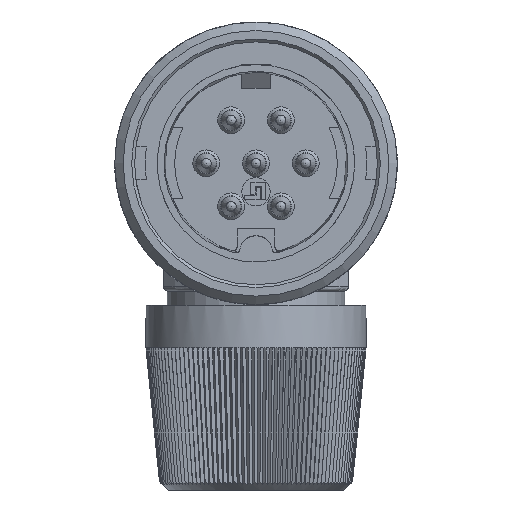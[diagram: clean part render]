
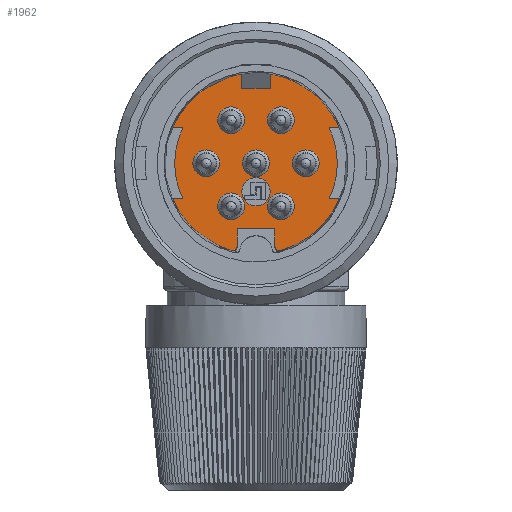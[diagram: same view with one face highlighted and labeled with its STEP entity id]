
A CAD part, left-side view. The second image highlights one B-rep face of the part: STEP entity #1962.
In plain terms, the highlighted planar face has unit normal (-1, 0, 0).
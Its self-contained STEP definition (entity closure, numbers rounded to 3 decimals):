
#1080=FACE_BOUND('',#4316,.T.);
#1081=FACE_BOUND('',#4317,.T.);
#1082=FACE_BOUND('',#4318,.T.);
#1083=FACE_BOUND('',#4319,.T.);
#1084=FACE_BOUND('',#4320,.T.);
#1085=FACE_BOUND('',#4321,.T.);
#1086=FACE_BOUND('',#4322,.T.);
#1087=FACE_BOUND('',#4323,.T.);
#1088=FACE_BOUND('',#4324,.T.);
#1962=ADVANCED_FACE('',(#1080,#1081,#1082,#1083,#1084,#1085,#1086,#1087,
#1088),#2600,.T.);
#2600=PLANE('',#16630);
#4316=EDGE_LOOP('',(#9184,#9185,#9186,#9187,#9188,#9189,#9190,#9191,#9192,
#9193,#9194,#9195,#9196,#9197));
#4317=EDGE_LOOP('',(#9198));
#4318=EDGE_LOOP('',(#9199));
#4319=EDGE_LOOP('',(#9200));
#4320=EDGE_LOOP('',(#9201));
#4321=EDGE_LOOP('',(#9202));
#4322=EDGE_LOOP('',(#9203));
#4323=EDGE_LOOP('',(#9204));
#4324=EDGE_LOOP('',(#9205));
#4863=CIRCLE('',#16600,0.945);
#4865=CIRCLE('',#16603,0.945);
#4867=CIRCLE('',#16606,0.945);
#4869=CIRCLE('',#16609,0.945);
#4871=CIRCLE('',#16612,0.945);
#4873=CIRCLE('',#16615,0.945);
#4875=CIRCLE('',#16618,0.945);
#4877=CIRCLE('',#16621,1.);
#4878=CIRCLE('',#16623,6.375);
#4879=CIRCLE('',#16624,0.3);
#4880=CIRCLE('',#16625,0.3);
#4881=CIRCLE('',#16626,6.375);
#4882=CIRCLE('',#16627,5.725);
#4883=CIRCLE('',#16628,6.375);
#4884=CIRCLE('',#16629,5.725);
#9184=ORIENTED_EDGE('',*,*,#13052,.F.);
#9185=ORIENTED_EDGE('',*,*,#13053,.T.);
#9186=ORIENTED_EDGE('',*,*,#13054,.F.);
#9187=ORIENTED_EDGE('',*,*,#13055,.F.);
#9188=ORIENTED_EDGE('',*,*,#13056,.F.);
#9189=ORIENTED_EDGE('',*,*,#13057,.T.);
#9190=ORIENTED_EDGE('',*,*,#13058,.F.);
#9191=ORIENTED_EDGE('',*,*,#13059,.T.);
#9192=ORIENTED_EDGE('',*,*,#13060,.T.);
#9193=ORIENTED_EDGE('',*,*,#13061,.T.);
#9194=ORIENTED_EDGE('',*,*,#13062,.F.);
#9195=ORIENTED_EDGE('',*,*,#13063,.F.);
#9196=ORIENTED_EDGE('',*,*,#13064,.F.);
#9197=ORIENTED_EDGE('',*,*,#13065,.F.);
#9198=ORIENTED_EDGE('',*,*,#13051,.T.);
#9199=ORIENTED_EDGE('',*,*,#13049,.F.);
#9200=ORIENTED_EDGE('',*,*,#13047,.F.);
#9201=ORIENTED_EDGE('',*,*,#13045,.F.);
#9202=ORIENTED_EDGE('',*,*,#13043,.F.);
#9203=ORIENTED_EDGE('',*,*,#13041,.F.);
#9204=ORIENTED_EDGE('',*,*,#13039,.F.);
#9205=ORIENTED_EDGE('',*,*,#13037,.F.);
#10804=VERTEX_POINT('',#27662);
#10806=VERTEX_POINT('',#27667);
#10808=VERTEX_POINT('',#27672);
#10810=VERTEX_POINT('',#27677);
#10812=VERTEX_POINT('',#27682);
#10814=VERTEX_POINT('',#27687);
#10816=VERTEX_POINT('',#27692);
#10818=VERTEX_POINT('',#27697);
#10819=VERTEX_POINT('',#27700);
#10820=VERTEX_POINT('',#27701);
#10821=VERTEX_POINT('',#27703);
#10822=VERTEX_POINT('',#27705);
#10823=VERTEX_POINT('',#27707);
#10824=VERTEX_POINT('',#27709);
#10825=VERTEX_POINT('',#27711);
#10826=VERTEX_POINT('',#27713);
#10827=VERTEX_POINT('',#27715);
#10828=VERTEX_POINT('',#27717);
#10829=VERTEX_POINT('',#27719);
#10830=VERTEX_POINT('',#27721);
#10831=VERTEX_POINT('',#27723);
#10832=VERTEX_POINT('',#27725);
#13037=EDGE_CURVE('',#10804,#10804,#4863,.T.);
#13039=EDGE_CURVE('',#10806,#10806,#4865,.T.);
#13041=EDGE_CURVE('',#10808,#10808,#4867,.T.);
#13043=EDGE_CURVE('',#10810,#10810,#4869,.T.);
#13045=EDGE_CURVE('',#10812,#10812,#4871,.T.);
#13047=EDGE_CURVE('',#10814,#10814,#4873,.T.);
#13049=EDGE_CURVE('',#10816,#10816,#4875,.T.);
#13051=EDGE_CURVE('',#10818,#10818,#4877,.T.);
#13052=EDGE_CURVE('',#10819,#10820,#4878,.T.);
#13053=EDGE_CURVE('',#10819,#10821,#4879,.T.);
#13054=EDGE_CURVE('',#10822,#10821,#14187,.T.);
#13055=EDGE_CURVE('',#10823,#10822,#14188,.T.);
#13056=EDGE_CURVE('',#10824,#10823,#14189,.T.);
#13057=EDGE_CURVE('',#10824,#10825,#4880,.T.);
#13058=EDGE_CURVE('',#10826,#10825,#4881,.T.);
#13059=EDGE_CURVE('',#10826,#10827,#14190,.T.);
#13060=EDGE_CURVE('',#10827,#10828,#4882,.T.);
#13061=EDGE_CURVE('',#10828,#10829,#14191,.T.);
#13062=EDGE_CURVE('',#10830,#10829,#4883,.T.);
#13063=EDGE_CURVE('',#10831,#10830,#14192,.T.);
#13064=EDGE_CURVE('',#10832,#10831,#4884,.T.);
#13065=EDGE_CURVE('',#10820,#10832,#14193,.T.);
#14187=LINE('',#27704,#15287);
#14188=LINE('',#27706,#15288);
#14189=LINE('',#27708,#15289);
#14190=LINE('',#27714,#15290);
#14191=LINE('',#27718,#15291);
#14192=LINE('',#27722,#15292);
#14193=LINE('',#27726,#15293);
#15287=VECTOR('',#20261,1.);
#15288=VECTOR('',#20262,1.);
#15289=VECTOR('',#20263,1.);
#15290=VECTOR('',#20268,1.);
#15291=VECTOR('',#20271,1.);
#15292=VECTOR('',#20274,1.);
#15293=VECTOR('',#20277,1.);
#16600=AXIS2_PLACEMENT_3D('',#27661,#20211,#20212);
#16603=AXIS2_PLACEMENT_3D('',#27666,#20217,#20218);
#16606=AXIS2_PLACEMENT_3D('',#27671,#20223,#20224);
#16609=AXIS2_PLACEMENT_3D('',#27676,#20229,#20230);
#16612=AXIS2_PLACEMENT_3D('',#27681,#20235,#20236);
#16615=AXIS2_PLACEMENT_3D('',#27686,#20241,#20242);
#16618=AXIS2_PLACEMENT_3D('',#27691,#20247,#20248);
#16621=AXIS2_PLACEMENT_3D('',#27696,#20253,#20254);
#16623=AXIS2_PLACEMENT_3D('',#27699,#20257,#20258);
#16624=AXIS2_PLACEMENT_3D('',#27702,#20259,#20260);
#16625=AXIS2_PLACEMENT_3D('',#27710,#20264,#20265);
#16626=AXIS2_PLACEMENT_3D('',#27712,#20266,#20267);
#16627=AXIS2_PLACEMENT_3D('',#27716,#20269,#20270);
#16628=AXIS2_PLACEMENT_3D('',#27720,#20272,#20273);
#16629=AXIS2_PLACEMENT_3D('',#27724,#20275,#20276);
#16630=AXIS2_PLACEMENT_3D('',#27727,#20278,#20279);
#20211=DIRECTION('',(-1.,0.,0.));
#20212=DIRECTION('',(0.,0.,1.));
#20217=DIRECTION('',(-1.,0.,0.));
#20218=DIRECTION('',(0.,0.,1.));
#20223=DIRECTION('',(-1.,0.,0.));
#20224=DIRECTION('',(0.,0.,1.));
#20229=DIRECTION('',(-1.,0.,0.));
#20230=DIRECTION('',(0.,0.,1.));
#20235=DIRECTION('',(-1.,0.,0.));
#20236=DIRECTION('',(0.,0.,1.));
#20241=DIRECTION('',(-1.,0.,0.));
#20242=DIRECTION('',(0.,0.,1.));
#20247=DIRECTION('',(-1.,0.,0.));
#20248=DIRECTION('',(0.,0.,1.));
#20253=DIRECTION('',(1.,0.,0.));
#20254=DIRECTION('',(0.,0.,-1.));
#20257=DIRECTION('',(1.,0.,0.));
#20258=DIRECTION('',(0.,0.,-1.));
#20259=DIRECTION('',(-1.,0.,0.));
#20260=DIRECTION('',(0.,0.,1.));
#20261=DIRECTION('',(0.,0.,-1.));
#20262=DIRECTION('',(0.,1.,0.));
#20263=DIRECTION('',(0.,0.,1.));
#20264=DIRECTION('',(-1.,0.,0.));
#20265=DIRECTION('',(0.,0.,1.));
#20266=DIRECTION('',(1.,0.,0.));
#20267=DIRECTION('',(0.,0.,-1.));
#20268=DIRECTION('',(0.,1.,0.));
#20269=DIRECTION('',(-1.,0.,0.));
#20270=DIRECTION('',(0.,-1.,0.));
#20271=DIRECTION('',(0.,-1.,0.));
#20272=DIRECTION('',(1.,0.,0.));
#20273=DIRECTION('',(0.,0.,-1.));
#20274=DIRECTION('',(0.,1.,0.));
#20275=DIRECTION('',(1.,0.,0.));
#20276=DIRECTION('',(0.,1.,0.));
#20277=DIRECTION('',(0.,-1.,0.));
#20278=DIRECTION('',(-1.,0.,0.));
#20279=DIRECTION('',(0.,0.,1.));
#27661=CARTESIAN_POINT('',(0.,0.,0.));
#27662=CARTESIAN_POINT('',(0.,0.,0.945));
#27666=CARTESIAN_POINT('',(0.,-1.75,3.03));
#27667=CARTESIAN_POINT('',(0.,-1.75,3.975));
#27671=CARTESIAN_POINT('',(0.,-3.5,0.));
#27672=CARTESIAN_POINT('',(0.,-3.5,0.945));
#27676=CARTESIAN_POINT('',(0.,-1.75,-3.03));
#27677=CARTESIAN_POINT('',(0.,-1.75,-2.085));
#27681=CARTESIAN_POINT('',(0.,1.75,3.03));
#27682=CARTESIAN_POINT('',(0.,1.75,3.975));
#27686=CARTESIAN_POINT('',(0.,3.5,0.));
#27687=CARTESIAN_POINT('',(0.,3.5,0.945));
#27691=CARTESIAN_POINT('',(0.,1.75,-3.03));
#27692=CARTESIAN_POINT('',(0.,1.75,-2.085));
#27696=CARTESIAN_POINT('',(0.,0.,-2.));
#27697=CARTESIAN_POINT('',(0.,0.,-3.));
#27699=CARTESIAN_POINT('',(0.,0.,0.));
#27700=CARTESIAN_POINT('',(0.,1.705,-6.143));
#27701=CARTESIAN_POINT('',(0.,5.864,-2.5));
#27702=CARTESIAN_POINT('',(0.,1.625,-5.854));
#27703=CARTESIAN_POINT('',(0.,1.325,-5.854));
#27704=CARTESIAN_POINT('',(0.,1.325,-4.6));
#27705=CARTESIAN_POINT('',(0.,1.325,-4.6));
#27706=CARTESIAN_POINT('',(0.,-1.325,-4.6));
#27707=CARTESIAN_POINT('',(0.,-1.325,-4.6));
#27708=CARTESIAN_POINT('',(0.,-1.325,-6.236));
#27709=CARTESIAN_POINT('',(0.,-1.325,-5.854));
#27710=CARTESIAN_POINT('',(0.,-1.625,-5.854));
#27711=CARTESIAN_POINT('',(0.,-1.705,-6.143));
#27712=CARTESIAN_POINT('',(0.,0.,0.));
#27713=CARTESIAN_POINT('',(0.,-5.864,-2.5));
#27714=CARTESIAN_POINT('',(0.,-5.864,-2.5));
#27715=CARTESIAN_POINT('',(0.,-5.15,-2.5));
#27716=CARTESIAN_POINT('',(0.,0.,0.));
#27717=CARTESIAN_POINT('',(0.,-5.15,2.5));
#27718=CARTESIAN_POINT('',(0.,-5.15,2.5));
#27719=CARTESIAN_POINT('',(0.,-5.864,2.5));
#27720=CARTESIAN_POINT('',(0.,0.,0.));
#27721=CARTESIAN_POINT('',(0.,5.864,2.5));
#27722=CARTESIAN_POINT('',(0.,5.15,2.5));
#27723=CARTESIAN_POINT('',(0.,5.15,2.5));
#27724=CARTESIAN_POINT('',(0.,0.,0.));
#27725=CARTESIAN_POINT('',(0.,5.15,-2.5));
#27726=CARTESIAN_POINT('',(0.,5.864,-2.5));
#27727=CARTESIAN_POINT('',(0.,0.,0.));
